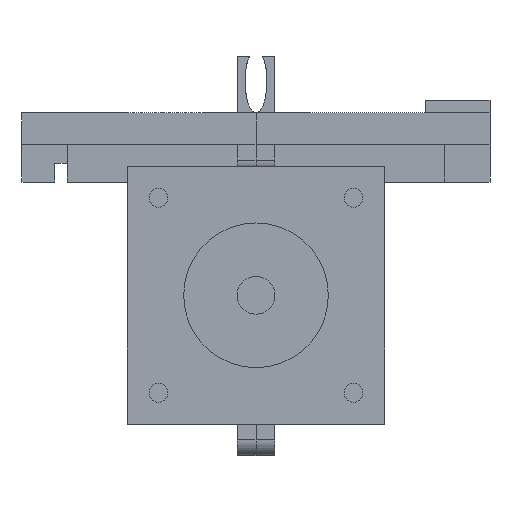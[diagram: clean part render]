
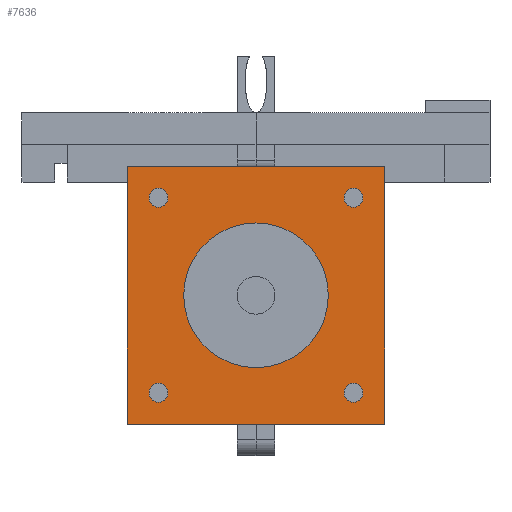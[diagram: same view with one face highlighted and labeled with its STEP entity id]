
A CAD part, front view. The second image highlights one B-rep face of the part: STEP entity #7636.
In plain terms, the highlighted planar face has unit normal (0, -1, 0).
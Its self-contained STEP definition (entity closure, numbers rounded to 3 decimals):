
#108=FACE_BOUND('',#1063,.T.);
#109=FACE_BOUND('',#1064,.T.);
#110=FACE_BOUND('',#1065,.T.);
#111=FACE_BOUND('',#1066,.T.);
#112=FACE_BOUND('',#1067,.T.);
#210=CIRCLE('',#8157,1.5);
#211=CIRCLE('',#8159,11.5);
#212=CIRCLE('',#8161,1.5);
#213=CIRCLE('',#8163,1.5);
#214=CIRCLE('',#8165,1.5);
#640=FACE_OUTER_BOUND('',#1062,.T.);
#1062=EDGE_LOOP('',(#6929,#6930,#6931,#6932));
#1063=EDGE_LOOP('',(#6933));
#1064=EDGE_LOOP('',(#6934));
#1065=EDGE_LOOP('',(#6935));
#1066=EDGE_LOOP('',(#6936));
#1067=EDGE_LOOP('',(#6937));
#2026=LINE('',#12291,#2990);
#2029=LINE('',#12296,#2993);
#2035=LINE('',#12319,#2999);
#2037=LINE('',#12322,#3001);
#2990=VECTOR('',#10058,10.);
#2993=VECTOR('',#10063,10.);
#2999=VECTOR('',#10091,10.);
#3001=VECTOR('',#10095,10.);
#3707=VERTEX_POINT('',#12288);
#3708=VERTEX_POINT('',#12290);
#3709=VERTEX_POINT('',#12294);
#3710=VERTEX_POINT('',#12298);
#3711=VERTEX_POINT('',#12302);
#3712=VERTEX_POINT('',#12306);
#3713=VERTEX_POINT('',#12310);
#3714=VERTEX_POINT('',#12314);
#3715=VERTEX_POINT('',#12318);
#4774=EDGE_CURVE('',#3708,#3707,#2026,.T.);
#4777=EDGE_CURVE('',#3707,#3709,#2029,.T.);
#4778=EDGE_CURVE('',#3710,#3710,#210,.T.);
#4780=EDGE_CURVE('',#3711,#3711,#211,.T.);
#4782=EDGE_CURVE('',#3712,#3712,#212,.T.);
#4784=EDGE_CURVE('',#3713,#3713,#213,.T.);
#4786=EDGE_CURVE('',#3714,#3714,#214,.T.);
#4788=EDGE_CURVE('',#3715,#3708,#2035,.T.);
#4790=EDGE_CURVE('',#3709,#3715,#2037,.T.);
#6929=ORIENTED_EDGE('',*,*,#4777,.T.);
#6930=ORIENTED_EDGE('',*,*,#4790,.T.);
#6931=ORIENTED_EDGE('',*,*,#4788,.T.);
#6932=ORIENTED_EDGE('',*,*,#4774,.T.);
#6933=ORIENTED_EDGE('',*,*,#4786,.T.);
#6934=ORIENTED_EDGE('',*,*,#4784,.T.);
#6935=ORIENTED_EDGE('',*,*,#4782,.T.);
#6936=ORIENTED_EDGE('',*,*,#4780,.T.);
#6937=ORIENTED_EDGE('',*,*,#4778,.T.);
#7265=PLANE('',#8168);
#7636=ADVANCED_FACE('',(#640,#108,#109,#110,#111,#112),#7265,.T.);
#8157=AXIS2_PLACEMENT_3D('',#12299,#10066,#10067);
#8159=AXIS2_PLACEMENT_3D('',#12303,#10071,#10072);
#8161=AXIS2_PLACEMENT_3D('',#12307,#10076,#10077);
#8163=AXIS2_PLACEMENT_3D('',#12311,#10081,#10082);
#8165=AXIS2_PLACEMENT_3D('',#12315,#10086,#10087);
#8168=AXIS2_PLACEMENT_3D('',#12323,#10096,#10097);
#10058=DIRECTION('',(0.,0.,-1.));
#10063=DIRECTION('',(1.,0.,0.));
#10066=DIRECTION('center_axis',(0.,1.,0.));
#10067=DIRECTION('ref_axis',(1.,0.,0.));
#10071=DIRECTION('center_axis',(0.,1.,0.));
#10072=DIRECTION('ref_axis',(1.,0.,0.));
#10076=DIRECTION('center_axis',(0.,1.,0.));
#10077=DIRECTION('ref_axis',(1.,0.,0.));
#10081=DIRECTION('center_axis',(0.,1.,0.));
#10082=DIRECTION('ref_axis',(1.,0.,0.));
#10086=DIRECTION('center_axis',(0.,1.,0.));
#10087=DIRECTION('ref_axis',(1.,0.,0.));
#10091=DIRECTION('',(-1.,0.,0.));
#10095=DIRECTION('',(0.,0.,1.));
#10096=DIRECTION('center_axis',(0.,-1.,0.));
#10097=DIRECTION('ref_axis',(1.,0.,0.));
#12288=CARTESIAN_POINT('',(-5.3,-87.,-5.5));
#12290=CARTESIAN_POINT('',(-5.3,-87.,35.5));
#12291=CARTESIAN_POINT('',(-5.3,-87.,30.5));
#12294=CARTESIAN_POINT('',(35.7,-87.,-5.5));
#12296=CARTESIAN_POINT('',(-5.3,-87.,-5.5));
#12298=CARTESIAN_POINT('',(29.2,-87.,-0.5));
#12299=CARTESIAN_POINT('Origin',(30.7,-87.,-0.5));
#12302=CARTESIAN_POINT('',(3.7,-87.,15.));
#12303=CARTESIAN_POINT('Origin',(15.2,-87.,15.));
#12306=CARTESIAN_POINT('',(29.2,-87.,30.5));
#12307=CARTESIAN_POINT('Origin',(30.7,-87.,30.5));
#12310=CARTESIAN_POINT('',(-1.8,-87.,30.5));
#12311=CARTESIAN_POINT('Origin',(-0.3,-87.,30.5));
#12314=CARTESIAN_POINT('',(-1.8,-87.,-0.5));
#12315=CARTESIAN_POINT('Origin',(-0.3,-87.,-0.5));
#12318=CARTESIAN_POINT('',(35.7,-87.,35.5));
#12319=CARTESIAN_POINT('',(35.7,-87.,35.5));
#12322=CARTESIAN_POINT('',(35.7,-87.,-5.5));
#12323=CARTESIAN_POINT('Origin',(15.2,-87.,15.));
